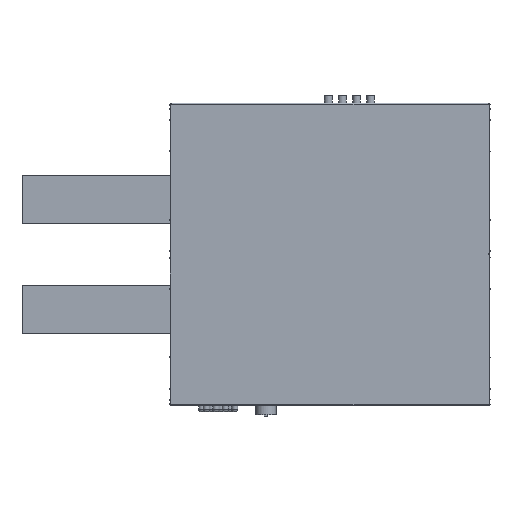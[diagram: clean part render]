
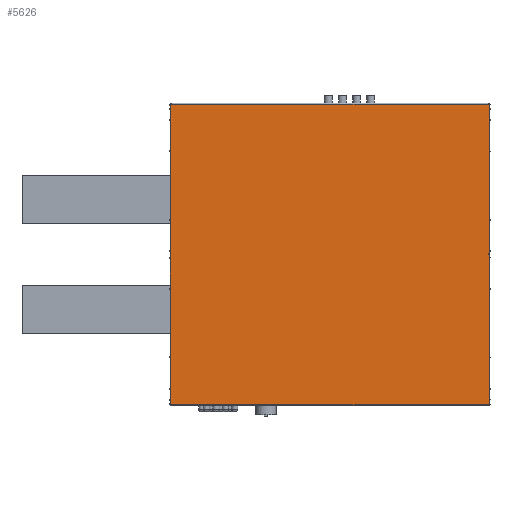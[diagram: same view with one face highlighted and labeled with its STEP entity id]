
A CAD part, front view. The second image highlights one B-rep face of the part: STEP entity #5626.
In plain terms, the highlighted planar face has unit normal (0, -1, 0).
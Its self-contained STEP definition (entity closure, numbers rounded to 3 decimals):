
#4785 = VERTEX_POINT ( 'NONE', #18875 ) ;
#4823 = EDGE_CURVE ( 'NONE', #4785, #4824, #18913, .T. ) ;
#4824 = VERTEX_POINT ( 'NONE', #18909 ) ;
#5009 = VERTEX_POINT ( 'NONE', #19213 ) ;
#5065 = VERTEX_POINT ( 'NONE', #19328 ) ;
#5069 = EDGE_CURVE ( 'NONE', #5065, #5009, #19327, .T. ) ;
#5550 = ORIENTED_EDGE ( 'NONE', *, *, #5552, .T. ) ;
#5552 = EDGE_CURVE ( 'NONE', #5553, #5554, #20087, .T. ) ;
#5553 = VERTEX_POINT ( 'NONE', #20083 ) ;
#5554 = VERTEX_POINT ( 'NONE', #20082 ) ;
#5581 = EDGE_CURVE ( 'NONE', #4824, #5582, #20166, .T. ) ;
#5582 = VERTEX_POINT ( 'NONE', #20162 ) ;
#5590 = ORIENTED_EDGE ( 'NONE', *, *, #5591, .T. ) ;
#5591 = EDGE_CURVE ( 'NONE', #5065, #5594, #20152, .T. ) ;
#5594 = VERTEX_POINT ( 'NONE', #20148 ) ;
#5596 = ORIENTED_EDGE ( 'NONE', *, *, #5597, .T. ) ;
#5597 = EDGE_CURVE ( 'NONE', #5594, #5599, #20147, .T. ) ;
#5599 = VERTEX_POINT ( 'NONE', #20203 ) ;
#5602 = ORIENTED_EDGE ( 'NONE', *, *, #5603, .F. ) ;
#5603 = EDGE_CURVE ( 'NONE', #5605, #5599, #20202, .T. ) ;
#5605 = VERTEX_POINT ( 'NONE', #20193 ) ;
#5607 = ORIENTED_EDGE ( 'NONE', *, *, #5608, .F. ) ;
#5608 = EDGE_CURVE ( 'NONE', #5609, #5605, #20192, .T. ) ;
#5609 = VERTEX_POINT ( 'NONE', #20188 ) ;
#5626 = ADVANCED_FACE ( 'NONE', ( #20230 ), #20228, .F. ) ;
#5628 = EDGE_LOOP ( 'NONE', ( #5550, #5664, #5669, #5590, #5596, #5602, #5607, #5643, #5649, #5651, #5653, #5656 ) ) ;
#5643 = ORIENTED_EDGE ( 'NONE', *, *, #5646, .T. ) ;
#5646 = EDGE_CURVE ( 'NONE', #5609, #5647, #20257, .T. ) ;
#5647 = VERTEX_POINT ( 'NONE', #20253 ) ;
#5649 = ORIENTED_EDGE ( 'NONE', *, *, #5650, .T. ) ;
#5650 = EDGE_CURVE ( 'NONE', #5647, #5582, #20252, .T. ) ;
#5651 = ORIENTED_EDGE ( 'NONE', *, *, #5581, .F. ) ;
#5653 = ORIENTED_EDGE ( 'NONE', *, *, #4823, .F. ) ;
#5656 = ORIENTED_EDGE ( 'NONE', *, *, #5658, .F. ) ;
#5658 = EDGE_CURVE ( 'NONE', #5553, #4785, #20243, .T. ) ;
#5664 = ORIENTED_EDGE ( 'NONE', *, *, #5666, .T. ) ;
#5666 = EDGE_CURVE ( 'NONE', #5554, #5009, #20288, .T. ) ;
#5669 = ORIENTED_EDGE ( 'NONE', *, *, #5069, .F. ) ;
#18875 = CARTESIAN_POINT ( 'NONE',  ( 510., 0., -1.5 ) ) ;
#18909 = CARTESIAN_POINT ( 'NONE',  ( 510., 0., -480.5 ) ) ;
#18910 = DIRECTION ( 'NONE',  ( 0., 0., -1. ) ) ;
#18911 = VECTOR ( 'NONE', #18910, 1000. ) ;
#18912 = CARTESIAN_POINT ( 'NONE',  ( 510., 0., 480.5 ) ) ;
#18913 = LINE ( 'NONE', #18912, #18911 ) ;
#19213 = CARTESIAN_POINT ( 'NONE',  ( 510., 0., 1.5 ) ) ;
#19324 = DIRECTION ( 'NONE',  ( 0., 0., -1. ) ) ;
#19325 = VECTOR ( 'NONE', #19324, 1000. ) ;
#19326 = CARTESIAN_POINT ( 'NONE',  ( 510., 0., 480.5 ) ) ;
#19327 = LINE ( 'NONE', #19326, #19325 ) ;
#19328 = CARTESIAN_POINT ( 'NONE',  ( 510., 0., 480.5 ) ) ;
#20082 = CARTESIAN_POINT ( 'NONE',  ( 508.5, 0., 1.5 ) ) ;
#20083 = CARTESIAN_POINT ( 'NONE',  ( 508.5, 0., -1.5 ) ) ;
#20084 = DIRECTION ( 'NONE',  ( 0., 0., 1. ) ) ;
#20085 = VECTOR ( 'NONE', #20084, 1000. ) ;
#20086 = CARTESIAN_POINT ( 'NONE',  ( 508.5, 0., 1.5 ) ) ;
#20087 = LINE ( 'NONE', #20086, #20085 ) ;
#20144 = DIRECTION ( 'NONE',  ( 0., 0., -1. ) ) ;
#20145 = VECTOR ( 'NONE', #20144, 1000. ) ;
#20146 = CARTESIAN_POINT ( 'NONE',  ( -510., 0., 480.5 ) ) ;
#20147 = LINE ( 'NONE', #20146, #20145 ) ;
#20148 = CARTESIAN_POINT ( 'NONE',  ( -510., 0., 480.5 ) ) ;
#20149 = DIRECTION ( 'NONE',  ( -1., 0., 0. ) ) ;
#20150 = VECTOR ( 'NONE', #20149, 1000. ) ;
#20151 = CARTESIAN_POINT ( 'NONE',  ( 1544.301, 0., 480.5 ) ) ;
#20152 = LINE ( 'NONE', #20151, #20150 ) ;
#20162 = CARTESIAN_POINT ( 'NONE',  ( -510., 0., -480.5 ) ) ;
#20163 = DIRECTION ( 'NONE',  ( -1., 0., 0. ) ) ;
#20164 = VECTOR ( 'NONE', #20163, 1000. ) ;
#20165 = CARTESIAN_POINT ( 'NONE',  ( 1544.301, 0., -480.5 ) ) ;
#20166 = LINE ( 'NONE', #20165, #20164 ) ;
#20188 = CARTESIAN_POINT ( 'NONE',  ( -508.5, 0., -1.5 ) ) ;
#20189 = DIRECTION ( 'NONE',  ( 0., 0., 1. ) ) ;
#20190 = VECTOR ( 'NONE', #20189, 1000. ) ;
#20191 = CARTESIAN_POINT ( 'NONE',  ( -508.5, 0., 1.5 ) ) ;
#20192 = LINE ( 'NONE', #20191, #20190 ) ;
#20193 = CARTESIAN_POINT ( 'NONE',  ( -508.5, 0., 1.5 ) ) ;
#20194 = DIRECTION ( 'NONE',  ( -1., 0., 0. ) ) ;
#20195 = VECTOR ( 'NONE', #20194, 1000. ) ;
#20196 = CARTESIAN_POINT ( 'NONE',  ( -482.821, 0., 1.5 ) ) ;
#20202 = LINE ( 'NONE', #20196, #20195 ) ;
#20203 = CARTESIAN_POINT ( 'NONE',  ( -510., 0., 1.5 ) ) ;
#20224 = DIRECTION ( 'NONE',  ( 0., 0., 1. ) ) ;
#20225 = DIRECTION ( 'NONE',  ( 0., 1., 0. ) ) ;
#20226 = CARTESIAN_POINT ( 'NONE',  ( 1544.301, 0., 480.5 ) ) ;
#20227 = AXIS2_PLACEMENT_3D ( 'NONE', #20226, #20225, #20224 ) ;
#20228 = PLANE ( 'NONE',  #20227 ) ;
#20230 = FACE_OUTER_BOUND ( 'NONE', #5628, .T. ) ;
#20240 = DIRECTION ( 'NONE',  ( 1., 0., 0. ) ) ;
#20241 = VECTOR ( 'NONE', #20240, 1000. ) ;
#20242 = CARTESIAN_POINT ( 'NONE',  ( 482.821, 0., -1.5 ) ) ;
#20243 = LINE ( 'NONE', #20242, #20241 ) ;
#20249 = DIRECTION ( 'NONE',  ( 0., 0., -1. ) ) ;
#20250 = VECTOR ( 'NONE', #20249, 1000. ) ;
#20251 = CARTESIAN_POINT ( 'NONE',  ( -510., 0., 480.5 ) ) ;
#20252 = LINE ( 'NONE', #20251, #20250 ) ;
#20253 = CARTESIAN_POINT ( 'NONE',  ( -510., 0., -1.5 ) ) ;
#20254 = DIRECTION ( 'NONE',  ( -1., 0., 0. ) ) ;
#20255 = VECTOR ( 'NONE', #20254, 1000. ) ;
#20256 = CARTESIAN_POINT ( 'NONE',  ( -482.821, 0., -1.5 ) ) ;
#20257 = LINE ( 'NONE', #20256, #20255 ) ;
#20285 = DIRECTION ( 'NONE',  ( 1., 0., 0. ) ) ;
#20286 = VECTOR ( 'NONE', #20285, 1000. ) ;
#20287 = CARTESIAN_POINT ( 'NONE',  ( 482.821, 0., 1.5 ) ) ;
#20288 = LINE ( 'NONE', #20287, #20286 ) ;
